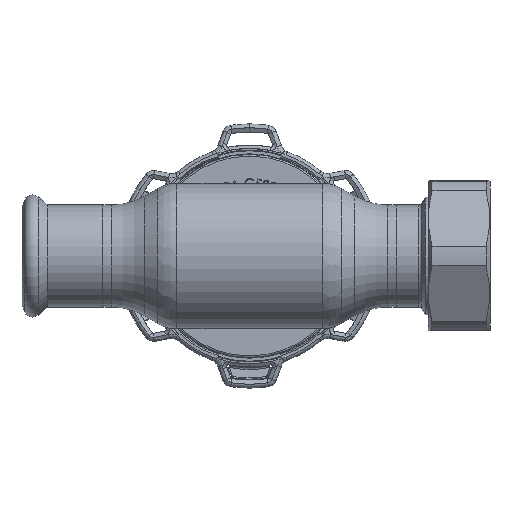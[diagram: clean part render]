
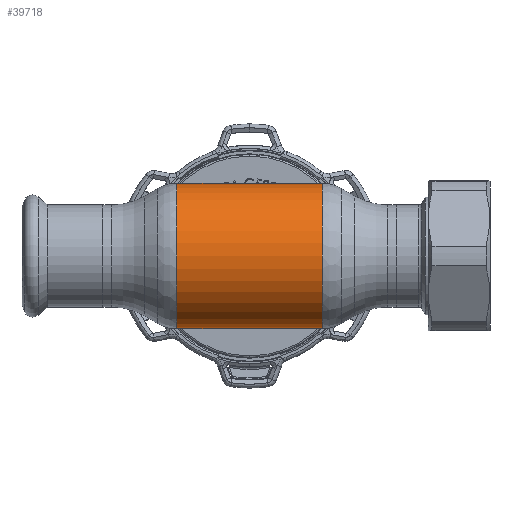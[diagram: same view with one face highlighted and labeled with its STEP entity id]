
A CAD part, front view. The second image highlights one B-rep face of the part: STEP entity #39718.
In plain terms, the highlighted cylindrical face has radius 22.25 mm (diameter 44.5 mm), a partial arc.
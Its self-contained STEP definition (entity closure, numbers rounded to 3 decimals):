
#1372 = CIRCLE ( 'NONE', #14890, 22.25 ) ;
#1378 = VECTOR ( 'NONE', #26638, 1000. ) ;
#2465 = CARTESIAN_POINT ( 'NONE',  ( 22.285, 0., 0. ) ) ;
#2826 = CARTESIAN_POINT ( 'NONE',  ( 22.285, 0., -22.25 ) ) ;
#3932 = VERTEX_POINT ( 'NONE', #6915 ) ;
#4442 = AXIS2_PLACEMENT_3D ( 'NONE', #24176, #8820, #5819 ) ;
#5281 = DIRECTION ( 'NONE',  ( 0., 0., 1. ) ) ;
#5819 = DIRECTION ( 'NONE',  ( 0., 0., 1. ) ) ;
#6518 = DIRECTION ( 'NONE',  ( -1., 0., 0. ) ) ;
#6915 = CARTESIAN_POINT ( 'NONE',  ( -22.285, 0., 22.25 ) ) ;
#8530 = VECTOR ( 'NONE', #6518, 1000. ) ;
#8553 = ORIENTED_EDGE ( 'NONE', *, *, #31851, .T. ) ;
#8619 = ORIENTED_EDGE ( 'NONE', *, *, #21443, .F. ) ;
#8820 = DIRECTION ( 'NONE',  ( -1., 0., 0. ) ) ;
#9608 = CARTESIAN_POINT ( 'NONE',  ( 22.285, 0., 22.25 ) ) ;
#13768 = CARTESIAN_POINT ( 'NONE',  ( -62.69, 0., 0. ) ) ;
#14890 = AXIS2_PLACEMENT_3D ( 'NONE', #2465, #26478, #5281 ) ;
#14914 = CARTESIAN_POINT ( 'NONE',  ( -62.69, 0., 22.25 ) ) ;
#15376 = EDGE_CURVE ( 'NONE', #25640, #38789, #1372, .T. ) ;
#16172 = CARTESIAN_POINT ( 'NONE',  ( -62.69, 0., -22.25 ) ) ;
#21443 = EDGE_CURVE ( 'NONE', #32305, #3932, #21831, .T. ) ;
#21831 = CIRCLE ( 'NONE', #4442, 22.25 ) ;
#23493 = CYLINDRICAL_SURFACE ( 'NONE', #32815, 22.25 ) ;
#23830 = LINE ( 'NONE', #14914, #1378 ) ;
#24091 = LINE ( 'NONE', #16172, #8530 ) ;
#24176 = CARTESIAN_POINT ( 'NONE',  ( -22.285, 0., 0. ) ) ;
#25640 = VERTEX_POINT ( 'NONE', #2826 ) ;
#26108 = FACE_OUTER_BOUND ( 'NONE', #33480, .T. ) ;
#26478 = DIRECTION ( 'NONE',  ( -1., 0., 0. ) ) ;
#26638 = DIRECTION ( 'NONE',  ( -1., 0., 0. ) ) ;
#27111 = ORIENTED_EDGE ( 'NONE', *, *, #32556, .F. ) ;
#31851 = EDGE_CURVE ( 'NONE', #38789, #3932, #23830, .T. ) ;
#32305 = VERTEX_POINT ( 'NONE', #37214 ) ;
#32549 = DIRECTION ( 'NONE',  ( 0., 0., 1. ) ) ;
#32556 = EDGE_CURVE ( 'NONE', #25640, #32305, #24091, .T. ) ;
#32740 = ORIENTED_EDGE ( 'NONE', *, *, #15376, .T. ) ;
#32815 = AXIS2_PLACEMENT_3D ( 'NONE', #13768, #35151, #32549 ) ;
#33480 = EDGE_LOOP ( 'NONE', ( #27111, #32740, #8553, #8619 ) ) ;
#35151 = DIRECTION ( 'NONE',  ( -1., 0., 0. ) ) ;
#37214 = CARTESIAN_POINT ( 'NONE',  ( -22.285, 0., -22.25 ) ) ;
#38789 = VERTEX_POINT ( 'NONE', #9608 ) ;
#39718 = ADVANCED_FACE ( 'NONE', ( #26108 ), #23493, .T. ) ;
